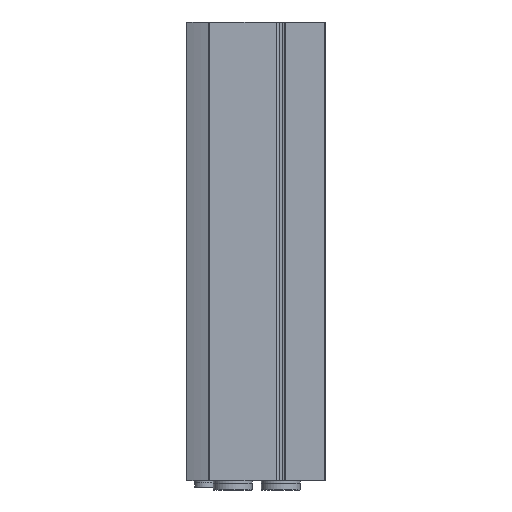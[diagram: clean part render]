
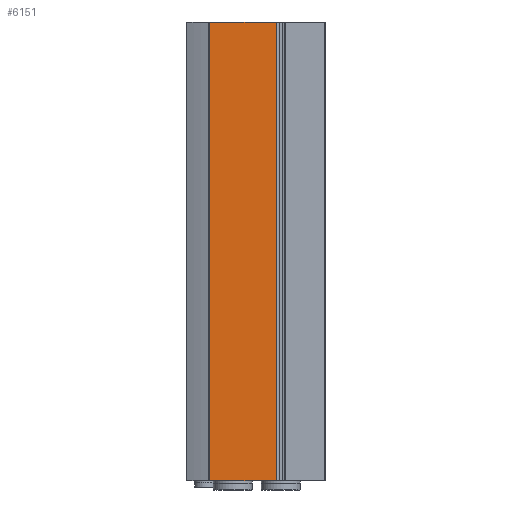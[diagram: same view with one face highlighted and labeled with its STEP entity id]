
A CAD part, front view. The second image highlights one B-rep face of the part: STEP entity #6151.
In plain terms, the highlighted planar face has unit normal (0, -1, 0).
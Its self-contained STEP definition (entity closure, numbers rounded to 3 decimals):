
#323=PLANE('',#6652);
#992=ORIENTED_EDGE('',*,*,#2534,.F.);
#993=ORIENTED_EDGE('',*,*,#2533,.F.);
#994=ORIENTED_EDGE('',*,*,#2535,.T.);
#995=ORIENTED_EDGE('',*,*,#2536,.T.);
#2533=EDGE_CURVE('',#3301,#3300,#3874,.T.);
#2534=EDGE_CURVE('',#3300,#3302,#3875,.T.);
#2535=EDGE_CURVE('',#3301,#3303,#3876,.T.);
#2536=EDGE_CURVE('',#3303,#3302,#3877,.T.);
#3300=VERTEX_POINT('',#10015);
#3301=VERTEX_POINT('',#10017);
#3302=VERTEX_POINT('',#10021);
#3303=VERTEX_POINT('',#10023);
#3874=LINE('',#10018,#4242);
#3875=LINE('',#10020,#4243);
#3876=LINE('',#10022,#4244);
#3877=LINE('',#10024,#4245);
#4242=VECTOR('',#7525,1000.);
#4243=VECTOR('',#7528,1000.);
#4244=VECTOR('',#7529,1000.);
#4245=VECTOR('',#7530,1000.);
#4622=EDGE_LOOP('',(#992,#993,#994,#995));
#5320=FACE_BOUND('',#4622,.T.);
#6151=ADVANCED_FACE('',(#5320),#323,.T.);
#6652=AXIS2_PLACEMENT_3D('',#10019,#7526,#7527);
#7525=DIRECTION('',(0.,0.,1.));
#7526=DIRECTION('',(0.,-1.,0.));
#7527=DIRECTION('',(0.,0.,-1.));
#7528=DIRECTION('',(1.,0.,0.));
#7529=DIRECTION('',(1.,0.,0.));
#7530=DIRECTION('',(0.,0.,1.));
#10015=CARTESIAN_POINT('',(-47.42,0.,0.));
#10017=CARTESIAN_POINT('',(-47.42,0.,-307.));
#10018=CARTESIAN_POINT('',(-47.42,0.,-307.));
#10019=CARTESIAN_POINT('',(-47.42,0.,-307.));
#10020=CARTESIAN_POINT('',(-47.42,0.,0.));
#10021=CARTESIAN_POINT('',(-3.,0.,0.));
#10022=CARTESIAN_POINT('',(-47.42,0.,-307.));
#10023=CARTESIAN_POINT('',(-3.,0.,-307.));
#10024=CARTESIAN_POINT('',(-3.,0.,-307.));
